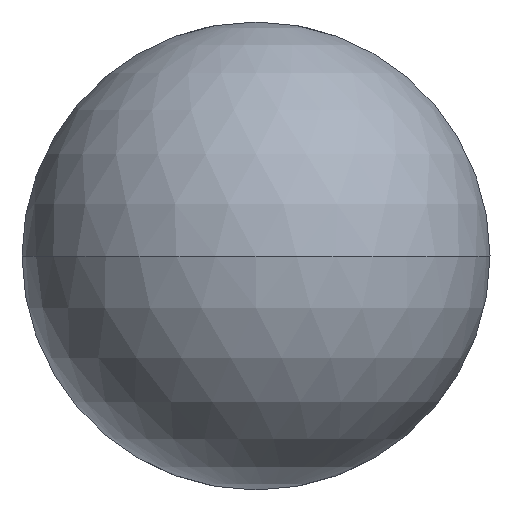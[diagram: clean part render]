
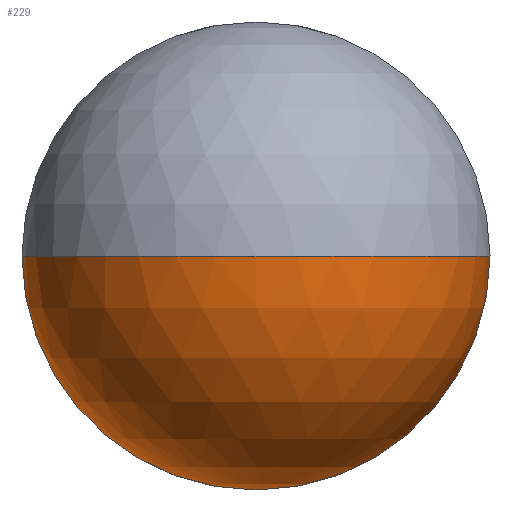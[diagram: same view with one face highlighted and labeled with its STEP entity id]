
A CAD part, front view. The second image highlights one B-rep face of the part: STEP entity #229.
In plain terms, the highlighted spherical face has radius 3.175 mm.
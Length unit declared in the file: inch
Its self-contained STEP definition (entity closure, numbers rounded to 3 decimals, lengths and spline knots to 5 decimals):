
#42 = DIRECTION ( 'NONE',  ( 0., -1., 0. ) ) ;
#86 = CARTESIAN_POINT ( 'NONE',  ( 0., 0.125, 0. ) ) ;
#94 = ORIENTED_EDGE ( 'NONE', *, *, #303, .T. ) ;
#96 = CIRCLE ( 'NONE', #469, 0.125 ) ;
#101 = CARTESIAN_POINT ( 'NONE',  ( 0., 0.125, 0. ) ) ;
#119 = CARTESIAN_POINT ( 'NONE',  ( 0., 0., 0. ) ) ;
#135 = FACE_OUTER_BOUND ( 'NONE', #343, .T. ) ;
#177 = EDGE_CURVE ( 'NONE', #418, #216, #213, .T. ) ;
#178 = CARTESIAN_POINT ( 'NONE',  ( 0., 0.125, 0. ) ) ;
#192 = AXIS2_PLACEMENT_3D ( 'NONE', #287, #208, #439 ) ;
#208 = DIRECTION ( 'NONE',  ( 0., 0., -1. ) ) ;
#213 = CIRCLE ( 'NONE', #371, 0.125 ) ;
#215 = EDGE_CURVE ( 'NONE', #216, #422, #358, .T. ) ;
#216 = VERTEX_POINT ( 'NONE', #482 ) ;
#229 = ADVANCED_FACE ( 'NONE', ( #135 ), #263, .T. ) ;
#234 = AXIS2_PLACEMENT_3D ( 'NONE', #332, #372, #465 ) ;
#256 = DIRECTION ( 'NONE',  ( 0., 0., -1. ) ) ;
#262 = VERTEX_POINT ( 'NONE', #460 ) ;
#263 = SPHERICAL_SURFACE ( 'NONE', #448, 0.125 ) ;
#266 = DIRECTION ( 'NONE',  ( 0., 0., -1. ) ) ;
#278 = ORIENTED_EDGE ( 'NONE', *, *, #215, .T. ) ;
#287 = CARTESIAN_POINT ( 'NONE',  ( 0., 0.125, 0. ) ) ;
#303 = EDGE_CURVE ( 'NONE', #262, #418, #96, .T. ) ;
#332 = CARTESIAN_POINT ( 'NONE',  ( 0., 0.125, 0. ) ) ;
#340 = DIRECTION ( 'NONE',  ( 0., -1., 0. ) ) ;
#343 = EDGE_LOOP ( 'NONE', ( #94, #354, #278, #461 ) ) ;
#348 = EDGE_CURVE ( 'NONE', #262, #422, #477, .T. ) ;
#354 = ORIENTED_EDGE ( 'NONE', *, *, #177, .T. ) ;
#358 = CIRCLE ( 'NONE', #192, 0.125 ) ;
#363 = DIRECTION ( 'NONE',  ( 0., 0., -1. ) ) ;
#371 = AXIS2_PLACEMENT_3D ( 'NONE', #86, #42, #363 ) ;
#372 = DIRECTION ( 'NONE',  ( 0., 0., 1. ) ) ;
#378 = DIRECTION ( 'NONE',  ( -1., 0., 0. ) ) ;
#390 = CARTESIAN_POINT ( 'NONE',  ( 0., 0.125, -0.125 ) ) ;
#418 = VERTEX_POINT ( 'NONE', #390 ) ;
#422 = VERTEX_POINT ( 'NONE', #119 ) ;
#439 = DIRECTION ( 'NONE',  ( -1., 0., 0. ) ) ;
#448 = AXIS2_PLACEMENT_3D ( 'NONE', #178, #256, #378 ) ;
#460 = CARTESIAN_POINT ( 'NONE',  ( -0.125, 0.125, 0. ) ) ;
#461 = ORIENTED_EDGE ( 'NONE', *, *, #348, .F. ) ;
#465 = DIRECTION ( 'NONE',  ( 1., 0., 0. ) ) ;
#469 = AXIS2_PLACEMENT_3D ( 'NONE', #101, #340, #266 ) ;
#477 = CIRCLE ( 'NONE', #234, 0.125 ) ;
#482 = CARTESIAN_POINT ( 'NONE',  ( 0.125, 0.125, 0. ) ) ;
